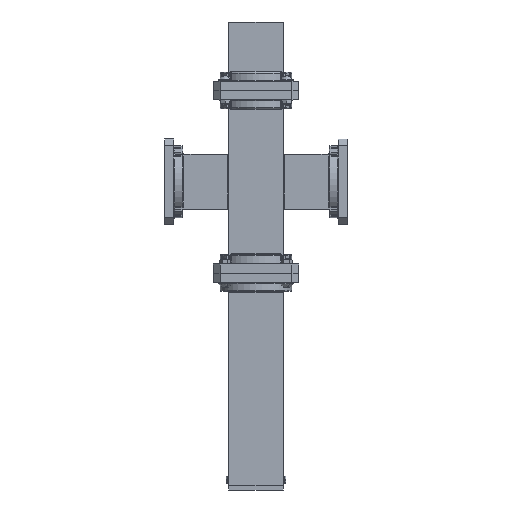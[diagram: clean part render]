
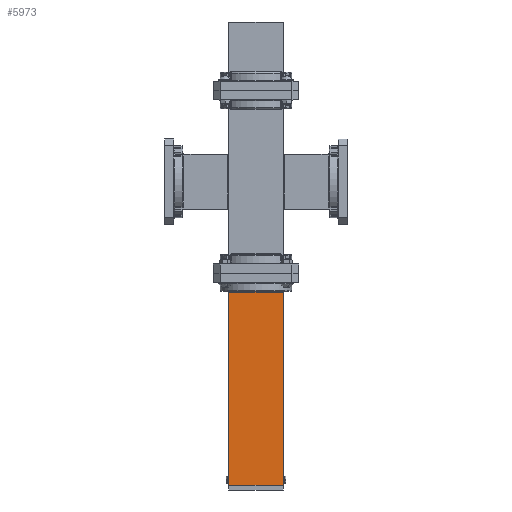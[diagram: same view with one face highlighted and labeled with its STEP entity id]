
A CAD part, front view. The second image highlights one B-rep face of the part: STEP entity #5973.
In plain terms, the highlighted planar face has unit normal (0, -1, 0).
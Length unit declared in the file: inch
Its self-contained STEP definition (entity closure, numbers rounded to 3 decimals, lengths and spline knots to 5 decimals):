
#256 = DIRECTION ( 'NONE',  ( 0., 1., 0. ) ) ;
#1674 = VERTEX_POINT ( 'NONE', #51594 ) ;
#1924 = EDGE_CURVE ( 'NONE', #26228, #1971, #56549, .T. ) ;
#1971 = VERTEX_POINT ( 'NONE', #62697 ) ;
#4192 = VECTOR ( 'NONE', #62920, 39.37008 ) ;
#5973 = ADVANCED_FACE ( 'NONE', ( #38331 ), #9893, .F. ) ;
#9893 = PLANE ( 'NONE',  #59749 ) ;
#11686 = CARTESIAN_POINT ( 'NONE',  ( 0.601, -0.2885, -4.75 ) ) ;
#12528 = DIRECTION ( 'NONE',  ( 0., 0., 1. ) ) ;
#14343 = CARTESIAN_POINT ( 'NONE',  ( 0., -0.2885, -4.65 ) ) ;
#16133 = EDGE_LOOP ( 'NONE', ( #54634, #50271, #35476, #17000 ) ) ;
#17000 = ORIENTED_EDGE ( 'NONE', *, *, #32633, .T. ) ;
#18744 = EDGE_CURVE ( 'NONE', #1674, #26228, #52823, .T. ) ;
#21173 = CARTESIAN_POINT ( 'NONE',  ( -0.601, -0.2885, -4.65 ) ) ;
#21195 = DIRECTION ( 'NONE',  ( 0., 0., 1. ) ) ;
#26228 = VERTEX_POINT ( 'NONE', #42924 ) ;
#32633 = EDGE_CURVE ( 'NONE', #38153, #1674, #55720, .T. ) ;
#35476 = ORIENTED_EDGE ( 'NONE', *, *, #39165, .F. ) ;
#38153 = VERTEX_POINT ( 'NONE', #21173 ) ;
#38331 = FACE_OUTER_BOUND ( 'NONE', #16133, .T. ) ;
#39140 = CARTESIAN_POINT ( 'NONE',  ( 0., -0.2885, -0.42 ) ) ;
#39165 = EDGE_CURVE ( 'NONE', #38153, #1971, #54339, .T. ) ;
#39466 = CARTESIAN_POINT ( 'NONE',  ( 0., -0.2885, -4.75 ) ) ;
#39812 = VECTOR ( 'NONE', #12528, 39.37008 ) ;
#42924 = CARTESIAN_POINT ( 'NONE',  ( 0.601, -0.2885, -0.42 ) ) ;
#45179 = VECTOR ( 'NONE', #21195, 39.37008 ) ;
#45586 = CARTESIAN_POINT ( 'NONE',  ( -0.601, -0.2885, -4.75 ) ) ;
#50271 = ORIENTED_EDGE ( 'NONE', *, *, #1924, .T. ) ;
#51594 = CARTESIAN_POINT ( 'NONE',  ( 0.601, -0.2885, -4.65 ) ) ;
#52823 = LINE ( 'NONE', #11686, #39812 ) ;
#53944 = DIRECTION ( 'NONE',  ( 1., 0., 0. ) ) ;
#54339 = LINE ( 'NONE', #45586, #45179 ) ;
#54634 = ORIENTED_EDGE ( 'NONE', *, *, #18744, .T. ) ;
#55720 = LINE ( 'NONE', #14343, #63402 ) ;
#56549 = LINE ( 'NONE', #39140, #4192 ) ;
#58324 = DIRECTION ( 'NONE',  ( -1., 0., 0. ) ) ;
#59749 = AXIS2_PLACEMENT_3D ( 'NONE', #39466, #256, #58324 ) ;
#62697 = CARTESIAN_POINT ( 'NONE',  ( -0.601, -0.2885, -0.42 ) ) ;
#62920 = DIRECTION ( 'NONE',  ( -1., 0., 0. ) ) ;
#63402 = VECTOR ( 'NONE', #53944, 39.37008 ) ;
